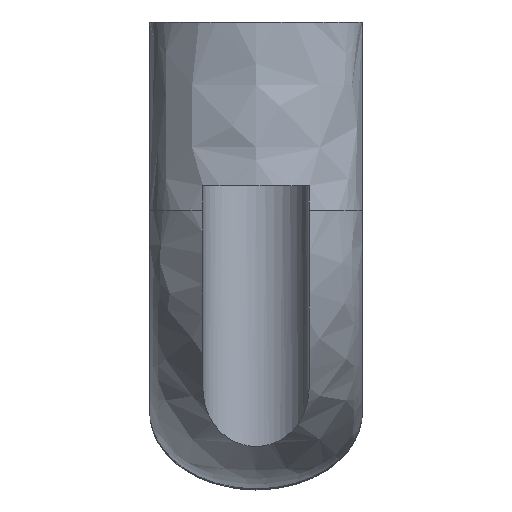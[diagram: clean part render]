
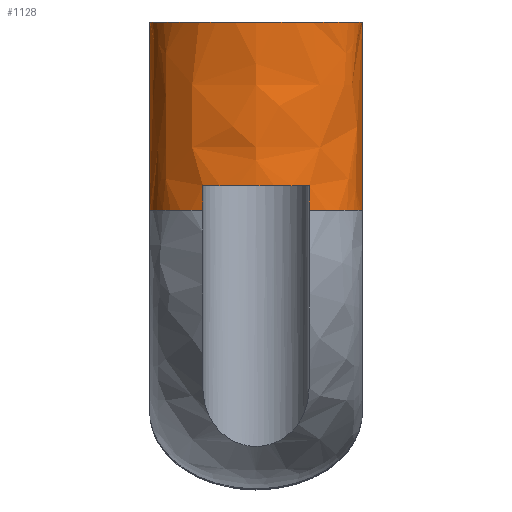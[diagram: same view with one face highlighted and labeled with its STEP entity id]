
A CAD part, top view. The second image highlights one B-rep face of the part: STEP entity #1128.
In plain terms, the highlighted free-form (B-spline) face has degree [3, 3] with [4, 4] control points.
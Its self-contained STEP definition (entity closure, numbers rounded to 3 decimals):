
#322=CARTESIAN_POINT('',(-13.0,0.,0.0));
#323=VERTEX_POINT('',#322);
#324=CARTESIAN_POINT('',(13.0,0.,0.0));
#325=VERTEX_POINT('',#324);
#326=CARTESIAN_POINT('',(-13.0,0.,0.0));
#327=CARTESIAN_POINT('',(-13.,0.,19.));
#328=CARTESIAN_POINT('',(13.,0.,19.));
#329=CARTESIAN_POINT('',(13.0,0.,0.0));
#337=(BOUNDED_CURVE()B_SPLINE_CURVE(3,(#326,#327,#328,#329),.UNSPECIFIED.,.F.,.U.)B_SPLINE_CURVE_WITH_KNOTS((4,4),(0.0,3.142),.UNSPECIFIED.)CURVE()GEOMETRIC_REPRESENTATION_ITEM()RATIONAL_B_SPLINE_CURVE((1.0,0.333,0.333,1.0))REPRESENTATION_ITEM(''));
#338=EDGE_CURVE('',#323,#325,#337,.T.);
#506=CARTESIAN_POINT('',(-6.5,-23.0,8.227));
#507=VERTEX_POINT('',#506);
#518=CARTESIAN_POINT('',(-6.5,-20.,8.227));
#519=VERTEX_POINT('',#518);
#526=CARTESIAN_POINT('',(-6.5,-23.,8.227));
#527=CARTESIAN_POINT('',(-6.5,-22.,8.227));
#528=CARTESIAN_POINT('',(-6.5,-21.,8.227));
#529=CARTESIAN_POINT('',(-6.5,-20.,8.227));
#530=B_SPLINE_CURVE_WITH_KNOTS('',3,(#526,#527,#528,#529),.UNSPECIFIED.,.F.,.U.,(4,4),(-3.05,-0.05),.UNSPECIFIED.);
#531=EDGE_CURVE('',#507,#519,#530,.T.);
#541=CARTESIAN_POINT('',(6.5,-20.,8.227));
#542=VERTEX_POINT('',#541);
#543=CARTESIAN_POINT('',(-6.5,-20.,8.227));
#544=CARTESIAN_POINT('',(-5.451,-20.,8.67));
#545=CARTESIAN_POINT('',(-4.346,-20.,8.993));
#546=CARTESIAN_POINT('',(-2.01,-20.0,9.431));
#547=CARTESIAN_POINT('',(-0.763,-20.,9.527));
#548=CARTESIAN_POINT('',(2.534,-20.,9.439));
#549=CARTESIAN_POINT('',(4.609,-20.,9.025));
#550=CARTESIAN_POINT('',(6.5,-20.,8.227));
#551=B_SPLINE_CURVE_WITH_KNOTS('',3,(#543,#544,#545,#546,#547,#548,#549,#550),.UNSPECIFIED.,.F.,.U.,(4,2,2,4),(-13.316,-9.909,-6.21,-0.054),.UNSPECIFIED.);
#552=EDGE_CURVE('',#519,#542,#551,.T.);
#574=CARTESIAN_POINT('',(6.5,-23.,8.227));
#575=VERTEX_POINT('',#574);
#585=CARTESIAN_POINT('',(6.5,-20.,8.227));
#586=CARTESIAN_POINT('',(6.5,-21.0,8.227));
#587=CARTESIAN_POINT('',(6.5,-22.0,8.227));
#588=CARTESIAN_POINT('',(6.5,-23.0,8.227));
#589=B_SPLINE_CURVE_WITH_KNOTS('',3,(#585,#586,#587,#588),.UNSPECIFIED.,.F.,.U.,(4,4),(-3.,0.0),.UNSPECIFIED.);
#590=EDGE_CURVE('',#542,#575,#589,.T.);
#781=CARTESIAN_POINT('',(-13.0,-23.,0.0));
#782=VERTEX_POINT('',#781);
#783=CARTESIAN_POINT('',(-13.0,-23.,0.0));
#784=CARTESIAN_POINT('',(-13.0,-23.,3.066));
#785=CARTESIAN_POINT('',(-11.069,-23.,6.3));
#786=CARTESIAN_POINT('',(-6.5,-23.0,8.227));
#794=(BOUNDED_CURVE()B_SPLINE_CURVE(3,(#783,#784,#785,#786),.UNSPECIFIED.,.F.,.U.)B_SPLINE_CURVE_WITH_KNOTS((4,4),(0.0,1.15),.UNSPECIFIED.)CURVE()GEOMETRIC_REPRESENTATION_ITEM()RATIONAL_B_SPLINE_CURVE((1.0,0.756,0.601,0.536))REPRESENTATION_ITEM(''));
#795=EDGE_CURVE('',#782,#507,#794,.T.);
#822=CARTESIAN_POINT('',(13.0,-23.,0.0));
#823=VERTEX_POINT('',#822);
#831=CARTESIAN_POINT('',(6.5,-23.,8.227));
#832=CARTESIAN_POINT('',(11.069,-23.,6.3));
#833=CARTESIAN_POINT('',(13.,-23.0,3.066));
#834=CARTESIAN_POINT('',(13.0,-23.,0.0));
#842=(BOUNDED_CURVE()B_SPLINE_CURVE(3,(#831,#832,#833,#834),.UNSPECIFIED.,.F.,.U.)B_SPLINE_CURVE_WITH_KNOTS((4,4),(1.992,3.142),.UNSPECIFIED.)CURVE()GEOMETRIC_REPRESENTATION_ITEM()RATIONAL_B_SPLINE_CURVE((0.536,0.601,0.756,1.0))REPRESENTATION_ITEM(''));
#843=EDGE_CURVE('',#575,#823,#842,.T.);
#1023=CARTESIAN_POINT('',(13.0,-23.,0.0));
#1024=DIRECTION('',(0.0,1.0,0.0));
#1025=VECTOR('',#1024,23.);
#1026=LINE('',#1023,#1025);
#1027=EDGE_CURVE('',#823,#325,#1026,.T.);
#1030=CARTESIAN_POINT('',(-13.0,-23.,0.0));
#1031=DIRECTION('',(0.0,1.0,0.0));
#1032=VECTOR('',#1031,23.);
#1033=LINE('',#1030,#1032);
#1034=EDGE_CURVE('',#782,#323,#1033,.T.);
#1094=CARTESIAN_POINT('',(-13.0,-23.,0.0));
#1095=CARTESIAN_POINT('',(-13.,-23.,19.));
#1096=CARTESIAN_POINT('',(13.,-23.,19.));
#1097=CARTESIAN_POINT('',(13.0,-23.,0.0));
#1098=CARTESIAN_POINT('',(-13.0,-15.333,0.0));
#1099=CARTESIAN_POINT('',(-13.,-15.333,19.));
#1100=CARTESIAN_POINT('',(13.,-15.333,19.));
#1101=CARTESIAN_POINT('',(13.0,-15.333,0.0));
#1102=CARTESIAN_POINT('',(-13.0,-7.667,0.0));
#1103=CARTESIAN_POINT('',(-13.,-7.667,19.));
#1104=CARTESIAN_POINT('',(13.,-7.667,19.));
#1105=CARTESIAN_POINT('',(13.0,-7.667,0.0));
#1106=CARTESIAN_POINT('',(-13.0,0.,0.0));
#1107=CARTESIAN_POINT('',(-13.,0.,19.));
#1108=CARTESIAN_POINT('',(13.,0.,19.));
#1109=CARTESIAN_POINT('',(13.0,0.,0.0));
#1117=(BOUNDED_SURFACE()B_SPLINE_SURFACE(3,3,((#1094,#1098,#1102,#1106),(#1095,#1099,#1103,#1107),(#1096,#1100,#1104,#1108),(#1097,#1101,#1105,#1109)),.UNSPECIFIED.,.F.,.F.,.U.)GEOMETRIC_REPRESENTATION_ITEM()QUASI_UNIFORM_SURFACE()RATIONAL_B_SPLINE_SURFACE(((1.0,1.0,1.0,1.0),(0.333,0.333,0.333,0.333),(0.333,0.333,0.333,0.333),(1.0,1.0,1.0,1.0)))REPRESENTATION_ITEM('')SURFACE());
#1118=ORIENTED_EDGE('',*,*,#590,.T.);
#1119=ORIENTED_EDGE('',*,*,#843,.T.);
#1120=ORIENTED_EDGE('',*,*,#1027,.T.);
#1121=ORIENTED_EDGE('',*,*,#338,.F.);
#1122=ORIENTED_EDGE('',*,*,#1034,.F.);
#1123=ORIENTED_EDGE('',*,*,#795,.T.);
#1124=ORIENTED_EDGE('',*,*,#531,.T.);
#1125=ORIENTED_EDGE('',*,*,#552,.T.);
#1126=EDGE_LOOP('',(#1118,#1119,#1120,#1121,#1122,#1123,#1124,#1125));
#1127=FACE_OUTER_BOUND('',#1126,.T.);
#1128=ADVANCED_FACE('',(#1127),#1117,.T.);
